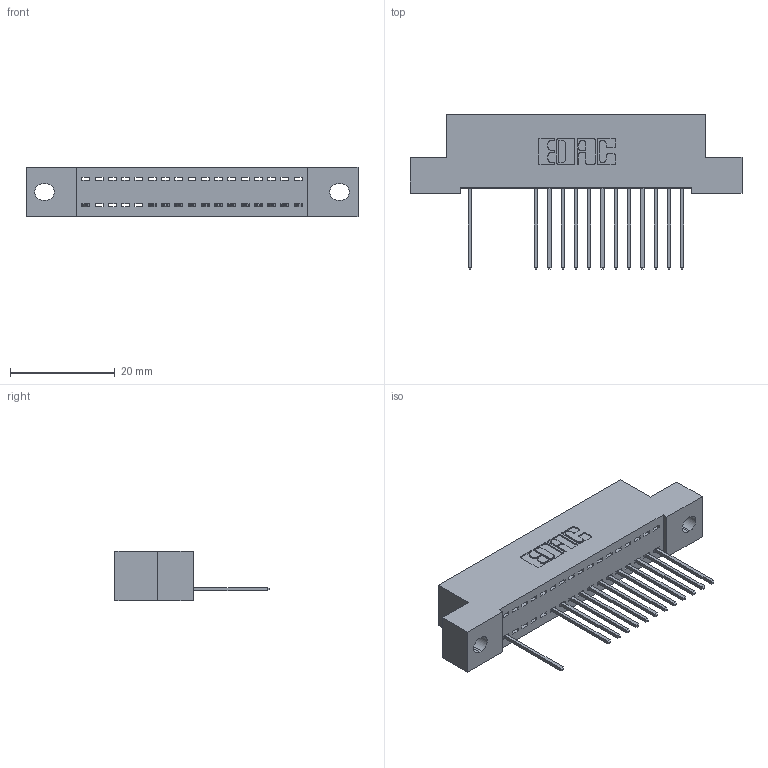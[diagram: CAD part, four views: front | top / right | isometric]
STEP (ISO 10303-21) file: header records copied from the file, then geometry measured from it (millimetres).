
FILE_DESCRIPTION (( 'STEP AP203' ), '1' );
FILE_NAME ('392-017-540-102.STEP', '2018-08-15T03:05:27', ( '' ), ( '' ), 'SwSTEP 2.0', 'SolidWorks 2016', '' );
FILE_SCHEMA (( 'CONFIG_CONTROL_DESIGN' ));
Length unit declared in the file: inch
Products named in the file (3): 392-017-540-102; 342 Part_.128 Slot; 345-292-001_345-293-140
Assembly tree (14 placements, depth 2):
  392-017-540-102
    342 Part_.128 Slot
    345-292-001_345-293-140  x13
Bounding box: 63.5 x 29.47 x 9.4 mm (x, y, z)
Volume: 5395.3 mm3; surface area: 7100.3 mm2
Topology: 14 solids, 14 shells, 916 faces, 2767 edges, 1826 vertices
Faces by surface type: plane 664, cylinder 252
Entity records: 13519 total; most frequent: CARTESIAN_POINT 2361, ORIENTED_EDGE 2318, DIRECTION 2037, EDGE_CURVE 1159, LINE 1031, VECTOR 1031, VERTEX_POINT 770, AXIS2_PLACEMENT_3D 503
